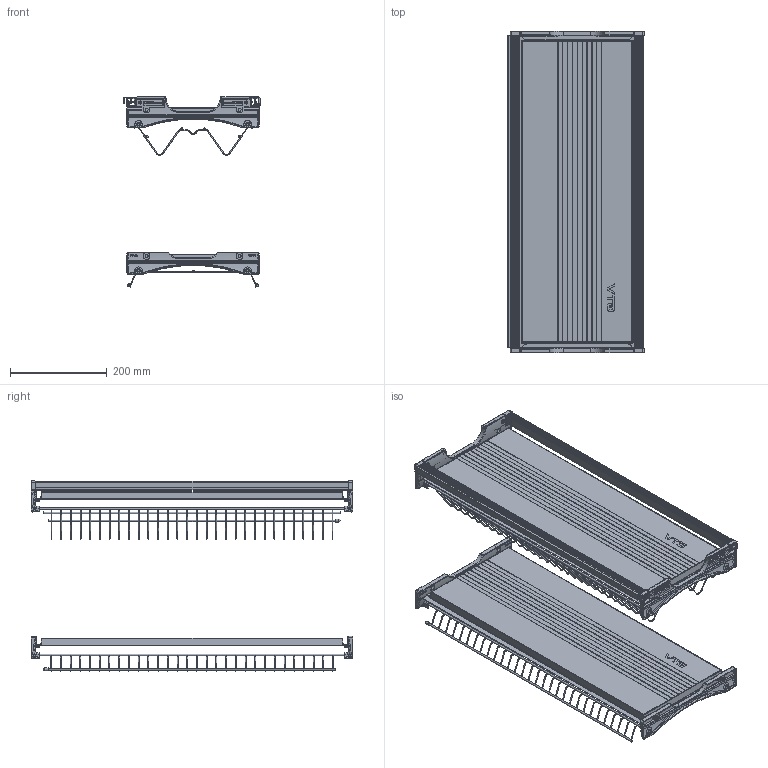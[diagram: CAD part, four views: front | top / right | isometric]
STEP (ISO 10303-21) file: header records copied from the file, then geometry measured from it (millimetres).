
FILE_DESCRIPTION(/* description */ (''),/* implementation_level */ '2;1');
FILE_NAME(/* name */ 'OC-B3700.stp',/* time_stamp */ '2024-09-09T15:50:56+02:00',/* author */ ('tomaszw'),/* organization */ (''),/* preprocessor_version */ 'ST-DEVELOPER v19.2',/* originating_system */ 'Autodesk Inventor 2023',/* authorisation */ '');
FILE_SCHEMA (('AUTOMOTIVE_DESIGN { 1 0 10303 214 3 1 1 }'));
Products named in the file (10): v2; propozycja mocowania; propozycja mocowania_1; bvxbcv; bvxbcv_1; GTV-273; GTV-274 - Dish drainer profile under the rear wall; żebro dolne_new; tacka  new; żebro new
Assembly tree (14 placements, depth 2):
  v2
    propozycja mocowania_1  x2
    bvxbcv  x2
    bvxbcv_1  x2
    propozycja mocowania  x2
    GTV-273
    GTV-274 - Dish drainer profile under the rear wall
    żebro dolne_new
    tacka  new  x2
    żebro new
Bounding box: 280.95 x 664 x 392.24 mm (x, y, z)
Volume: 714908.8 mm3; surface area: 1399487.7 mm2
Topology: 83 solids, 83 shells, 3179 faces, 8581 edges, 5604 vertices
Faces by surface type: plane 1420, cylinder 1114, torus 339, bspline 242, sphere 60, cone 4
Full cylindrical faces by diameter (mm): 2 x340, 3.4 x4, 4 x15, 4.5 x4, 6 x4, 6.3 x4, 6.5 x8, 8.5 x4, 10 x8
Entity records: 78454 total; most frequent: CARTESIAN_POINT 20039, DIRECTION 12368, ORIENTED_EDGE 11714, EDGE_CURVE 5857, AXIS2_PLACEMENT_3D 4807, VERTEX_POINT 3880, LINE 2754, VECTOR 2754
